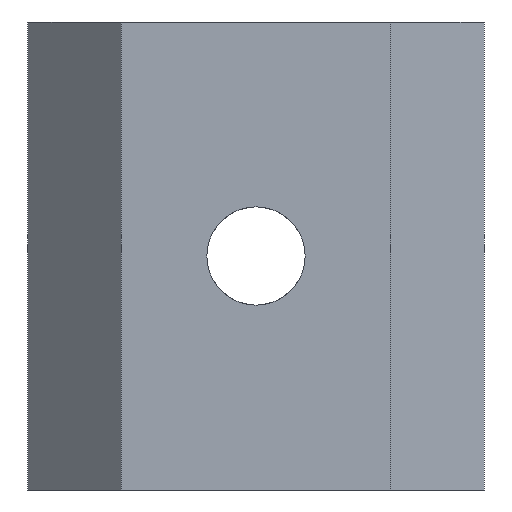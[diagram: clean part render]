
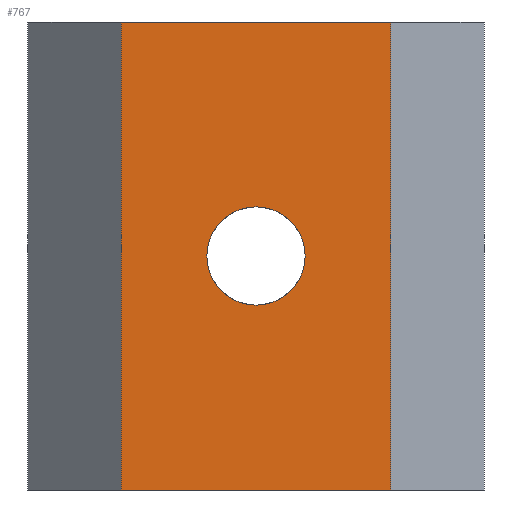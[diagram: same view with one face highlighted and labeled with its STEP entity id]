
A CAD part, front view. The second image highlights one B-rep face of the part: STEP entity #767.
In plain terms, the highlighted planar face has unit normal (0, -1, 0).
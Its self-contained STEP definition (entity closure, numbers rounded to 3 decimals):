
#5 = CARTESIAN_POINT ( 'NONE',  ( 0., -9.5, 10. ) ) ;
#6 = DIRECTION ( 'NONE',  ( 0., -1., 0. ) ) ;
#7 = DIRECTION ( 'NONE',  ( 0., 0., -1. ) ) ;
#18 = DIRECTION ( 'NONE',  ( 1., 0., 0. ) ) ;
#106 = EDGE_CURVE ( 'NONE', #556, #563, #362, .T. ) ;
#108 = EDGE_CURVE ( 'NONE', #548, #580, #358, .T. ) ;
#109 = EDGE_CURVE ( 'NONE', #579, #554, #360, .T. ) ;
#110 = EDGE_CURVE ( 'NONE', #563, #554, #356, .T. ) ;
#113 = EDGE_CURVE ( 'NONE', #556, #579, #354, .T. ) ;
#119 = EDGE_CURVE ( 'NONE', #580, #548, #336, .T. ) ;
#196 = DIRECTION ( 'NONE',  ( 0., 0., -1. ) ) ;
#267 = FACE_OUTER_BOUND ( 'NONE', #537, .T. ) ;
#270 = FACE_BOUND ( 'NONE', #551, .T. ) ;
#336 = CIRCLE ( 'NONE', #702, 2.1 ) ;
#345 = VECTOR ( 'NONE', #18, 1000. ) ;
#351 = VECTOR ( 'NONE', #731, 1000. ) ;
#353 = VECTOR ( 'NONE', #196, 1000. ) ;
#354 = LINE ( 'NONE', #822, #345 ) ;
#356 = LINE ( 'NONE', #823, #351 ) ;
#358 = CIRCLE ( 'NONE', #703, 2.1 ) ;
#359 = VECTOR ( 'NONE', #821, 1000. ) ;
#360 = LINE ( 'NONE', #643, #353 ) ;
#362 = LINE ( 'NONE', #644, #359 ) ;
#418 = ORIENTED_EDGE ( 'NONE', *, *, #108, .F. ) ;
#423 = ORIENTED_EDGE ( 'NONE', *, *, #119, .F. ) ;
#438 = ORIENTED_EDGE ( 'NONE', *, *, #110, .T. ) ;
#452 = ORIENTED_EDGE ( 'NONE', *, *, #109, .F. ) ;
#478 = ORIENTED_EDGE ( 'NONE', *, *, #106, .T. ) ;
#519 = ORIENTED_EDGE ( 'NONE', *, *, #113, .F. ) ;
#537 = EDGE_LOOP ( 'NONE', ( #438, #452, #519, #478 ) ) ;
#548 = VERTEX_POINT ( 'NONE', #783 ) ;
#551 = EDGE_LOOP ( 'NONE', ( #418, #423 ) ) ;
#554 = VERTEX_POINT ( 'NONE', #784 ) ;
#556 = VERTEX_POINT ( 'NONE', #786 ) ;
#563 = VERTEX_POINT ( 'NONE', #793 ) ;
#579 = VERTEX_POINT ( 'NONE', #806 ) ;
#580 = VERTEX_POINT ( 'NONE', #807 ) ;
#586 = PLANE ( 'NONE',  #660 ) ;
#591 = CARTESIAN_POINT ( 'NONE',  ( -5.75, -9.5, 20. ) ) ;
#592 = DIRECTION ( 'NONE',  ( 0., 1., 0. ) ) ;
#593 = DIRECTION ( 'NONE',  ( -1., 0., 0. ) ) ;
#642 = DIRECTION ( 'NONE',  ( 0., 0., -1. ) ) ;
#643 = CARTESIAN_POINT ( 'NONE',  ( 5.75, -9.5, 20. ) ) ;
#644 = CARTESIAN_POINT ( 'NONE',  ( -5.75, -9.5, 20. ) ) ;
#660 = AXIS2_PLACEMENT_3D ( 'NONE', #591, #592, #593 ) ;
#702 = AXIS2_PLACEMENT_3D ( 'NONE', #5, #6, #7 ) ;
#703 = AXIS2_PLACEMENT_3D ( 'NONE', #730, #729, #642 ) ;
#729 = DIRECTION ( 'NONE',  ( 0., -1., 0. ) ) ;
#730 = CARTESIAN_POINT ( 'NONE',  ( 0., -9.5, 10. ) ) ;
#731 = DIRECTION ( 'NONE',  ( 1., 0., 0. ) ) ;
#767 = ADVANCED_FACE ( 'NONE', ( #270, #267 ), #586, .F. ) ;
#783 = CARTESIAN_POINT ( 'NONE',  ( 0., -9.5, 7.9 ) ) ;
#784 = CARTESIAN_POINT ( 'NONE',  ( 5.75, -9.5, 0. ) ) ;
#786 = CARTESIAN_POINT ( 'NONE',  ( -5.75, -9.5, 20. ) ) ;
#793 = CARTESIAN_POINT ( 'NONE',  ( -5.75, -9.5, 0. ) ) ;
#806 = CARTESIAN_POINT ( 'NONE',  ( 5.75, -9.5, 20. ) ) ;
#807 = CARTESIAN_POINT ( 'NONE',  ( 0., -9.5, 12.1 ) ) ;
#821 = DIRECTION ( 'NONE',  ( 0., 0., -1. ) ) ;
#822 = CARTESIAN_POINT ( 'NONE',  ( -5.75, -9.5, 20. ) ) ;
#823 = CARTESIAN_POINT ( 'NONE',  ( -5.75, -9.5, 0. ) ) ;
